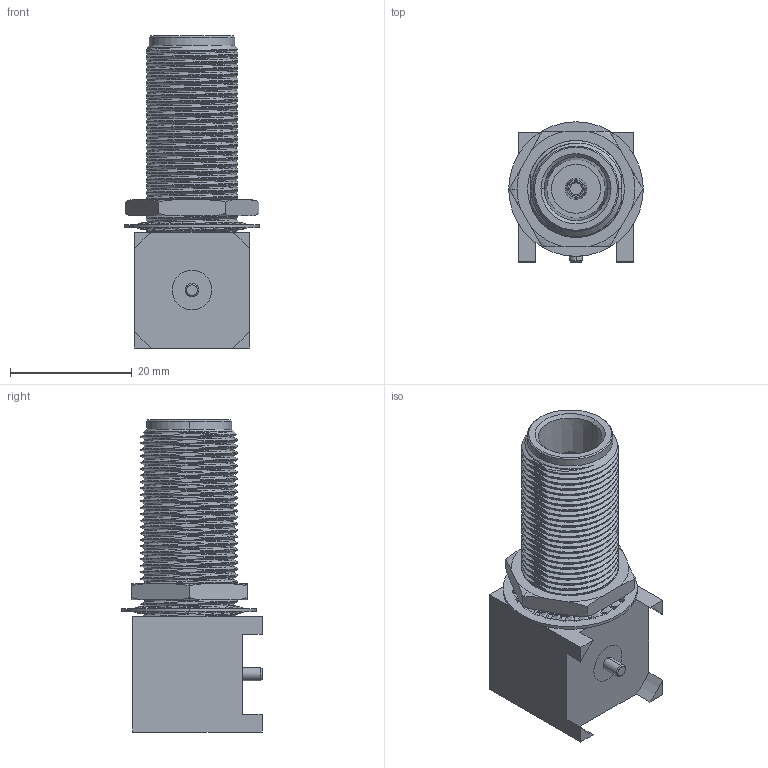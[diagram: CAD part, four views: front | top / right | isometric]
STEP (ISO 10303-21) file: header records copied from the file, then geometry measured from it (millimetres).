
FILE_DESCRIPTION (( 'STEP AP214' ), '1' );
FILE_NAME ('CONN013-W.STEP', '2021-04-21T20:52:58', ( '' ), ( '' ), 'SwSTEP 2.0', 'SolidWorks 2017', '' );
FILE_SCHEMA (( 'AUTOMOTIVE_DESIGN' ));
Length unit declared in the file: millimetre
Products named in the file (1): CONN013-W
Bounding box: 22.08 x 23 x 51.2 mm (x, y, z)
Volume: 11864.4 mm3; surface area: 6319.3 mm2
Topology: 7 solids, 7 shells, 411 faces, 1121 edges, 728 vertices
Faces by surface type: plane 174, cylinder 108, bspline 99, cone 16, torus 14
Entity records: 23195 total; most frequent: CARTESIAN_POINT 13601, ORIENTED_EDGE 2242, DIRECTION 1560, EDGE_CURVE 1121, VERTEX_POINT 728, VECTOR 648, LINE 648, AXIS2_PLACEMENT_3D 456
